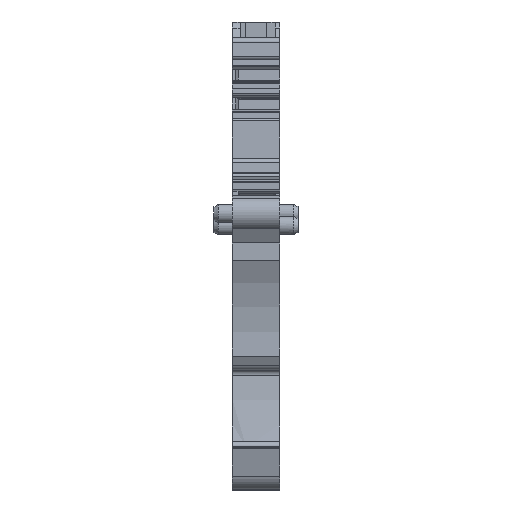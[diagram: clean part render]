
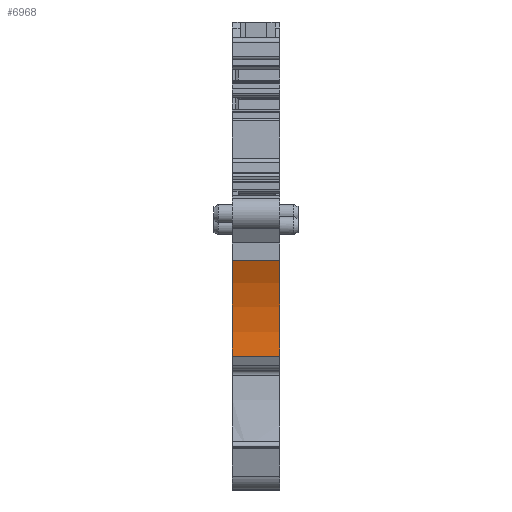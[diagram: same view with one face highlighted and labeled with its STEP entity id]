
A CAD part, front view. The second image highlights one B-rep face of the part: STEP entity #6968.
In plain terms, the highlighted cylindrical face has radius 19 mm (diameter 38 mm), a partial arc.
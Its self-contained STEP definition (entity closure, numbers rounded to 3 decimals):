
#922=AXIS2_PLACEMENT_3D('Circle Axis2P3D',#920,#921,$) ;
#3770=AXIS2_PLACEMENT_3D('Circle Axis2P3D',#3768,#3769,$) ;
#6955=AXIS2_PLACEMENT_3D('Cylinder Axis2P3D',#6952,#6953,#6954) ;
#917=CARTESIAN_POINT('Vertex',(2.,10.932,14.425)) ;
#920=CARTESIAN_POINT('Axis2P3D Location',(2.,-7.965,16.402)) ;
#924=CARTESIAN_POINT('Vertex',(2.,9.103,24.75)) ;
#3765=CARTESIAN_POINT('Vertex',(7.1,9.103,24.75)) ;
#3768=CARTESIAN_POINT('Axis2P3D Location',(7.1,-7.965,16.402)) ;
#3772=CARTESIAN_POINT('Vertex',(7.1,10.932,14.425)) ;
#6940=CARTESIAN_POINT('Line Origine',(4.55,10.932,14.425)) ;
#6952=CARTESIAN_POINT('Axis2P3D Location',(4.55,-7.965,16.402)) ;
#6957=CARTESIAN_POINT('Line Origine',(4.55,9.103,24.75)) ;
#921=DIRECTION('Axis2P3D Direction',(1.,0.,0.)) ;
#3769=DIRECTION('Axis2P3D Direction',(1.,0.,0.)) ;
#6941=DIRECTION('Vector Direction',(1.,0.,0.)) ;
#6953=DIRECTION('Axis2P3D Direction',(1.,0.,0.)) ;
#6954=DIRECTION('Axis2P3D XDirection',(0.,0.988,-0.154)) ;
#6958=DIRECTION('Vector Direction',(1.,0.,0.)) ;
#6942=VECTOR('Line Direction',#6941,1.) ;
#6959=VECTOR('Line Direction',#6958,1.) ;
#6963=ORIENTED_EDGE('',*,*,#926,.T.) ;
#6964=ORIENTED_EDGE('',*,*,#6944,.F.) ;
#6965=ORIENTED_EDGE('',*,*,#3774,.F.) ;
#6966=ORIENTED_EDGE('',*,*,#6961,.T.) ;
#6968=ADVANCED_FACE('V1',(#6967),#6956,.F.) ;
#923=CIRCLE('generated circle',#922,19.) ;
#3771=CIRCLE('generated circle',#3770,19.) ;
#6956=CYLINDRICAL_SURFACE('generated cylinder',#6955,19.) ;
#926=EDGE_CURVE('',#925,#918,#923,.F.) ;
#3774=EDGE_CURVE('',#3766,#3773,#3771,.F.) ;
#6944=EDGE_CURVE('',#3773,#918,#6943,.F.) ;
#6961=EDGE_CURVE('',#3766,#925,#6960,.F.) ;
#6962=EDGE_LOOP('',(#6963,#6964,#6965,#6966)) ;
#6967=FACE_OUTER_BOUND('',#6962,.T.) ;
#6943=LINE('Line',#6940,#6942) ;
#6960=LINE('Line',#6957,#6959) ;
#918=VERTEX_POINT('',#917) ;
#925=VERTEX_POINT('',#924) ;
#3766=VERTEX_POINT('',#3765) ;
#3773=VERTEX_POINT('',#3772) ;
